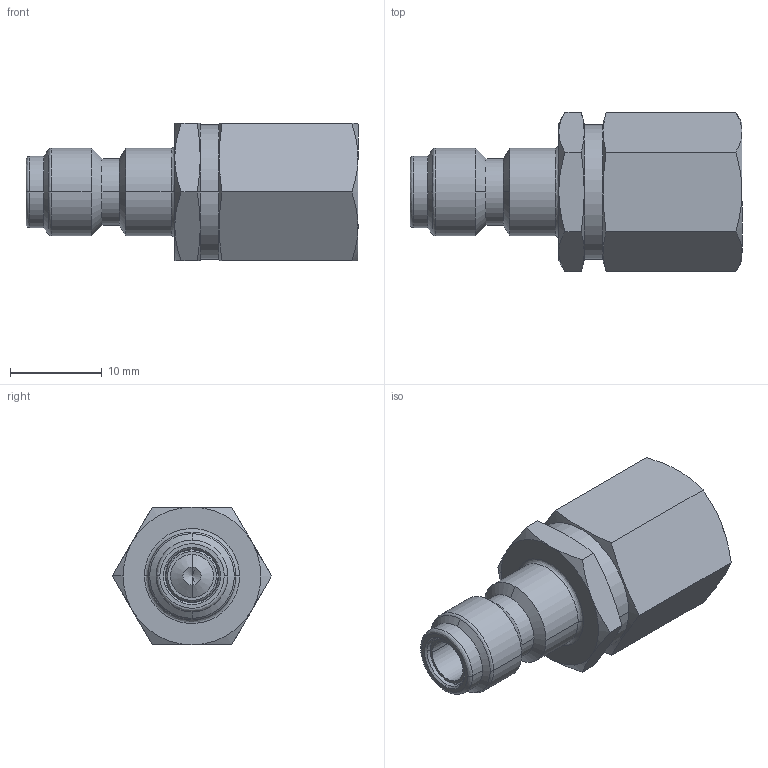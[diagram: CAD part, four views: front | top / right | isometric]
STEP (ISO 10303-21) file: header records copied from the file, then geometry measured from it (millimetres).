
FILE_DESCRIPTION (( 'STEP AP214' ), '1' );
FILE_NAME ('2320 V.STEP', '2015-09-03T12:05:02', ( 'admin' ), ( 'Microsoft' ), 'SwSTEP 2.0', 'SolidWorks 2009', '' );
FILE_SCHEMA (( 'AUTOMOTIVE_DESIGN' ));
Length unit declared in the file: millimetre
Products named in the file (1): 2320 V
Bounding box: 36.15 x 17.32 x 15 mm (x, y, z)
Volume: 3959.9 mm3; surface area: 2421 mm2
Topology: 1 solids, 1 shells, 77 faces, 188 edges, 115 vertices
Faces by surface type: cone 36, cylinder 18, plane 17, bspline 6
Entity records: 2538 total; most frequent: CARTESIAN_POINT 653, DIRECTION 378, ORIENTED_EDGE 372, EDGE_CURVE 186, AXIS2_PLACEMENT_3D 162, VERTEX_POINT 115, CIRCLE 90, EDGE_LOOP 81
